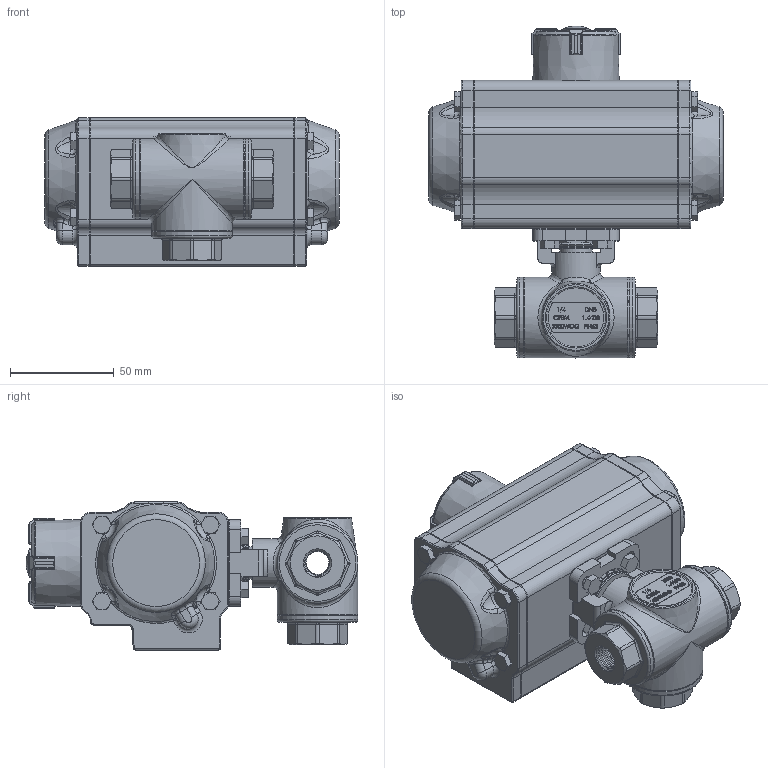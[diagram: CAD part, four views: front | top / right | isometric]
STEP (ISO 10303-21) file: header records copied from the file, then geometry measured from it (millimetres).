
FILE_DESCRIPTION(/* description */ ('Unknown','CAx-IF Rec.Pracs.---Representation and Presentation of Product Manufacturing Information (PMI)---4.0---2014-10-13','CAx-IF Rec.Pracs.---3D Tessellated Geometry---0.4---2014-09-14','2;1'),/* implementation_level */ '2;1');
FILE_NAME(/* name */ 'DW02 9334_9335-02',/* time_stamp */ '2023-10-31T10:49:53+01:00',/* author */ ('Unknown'),/* organization */ ('Unknown'),/* preprocessor_version */ 'ST-DEVELOPER v18.102',/* originating_system */ 'Solid Edge',/* authorisation */ 'Unknown');
FILE_SCHEMA (('AP242_MANAGED_MODEL_BASED_3D_ENGINEERING_MIM_LF { 1 0 10303 442 1 1 4 }'));
Products named in the file (9): DW20-8.308.010; 8.303_308.010; DW02_FR01_(DW20_FR15); KP-50; cup head square neck bolts grade b gb_GB_FASTENER_BOLT_CHSNBSHB M6X25
-N; ________(___________; _____________; ______; DIN558 M5x20
Assembly tree (13 placements, depth 3):
  DW20-8.308.010
    8.303_308.010
    DW02_FR01_(DW20_FR15)
      KP-50
      cup head square neck bolts grade b gb_GB_FASTENER_BOLT_CHSNBSHB M6X25
-N
      ________(___________  x2
      _____________  x2
      ______
    DIN558 M5x20  x4
Bounding box: 142.2 x 160.32 x 71.5 mm (x, y, z)
Volume: 688916.7 mm3; surface area: 88742.7 mm2
Topology: 12 solids, 12 shells, 1828 faces, 4602 edges, 2812 vertices
Faces by surface type: plane 660, cylinder 493, bspline 323, cone 161, torus 153, sphere 38
Full cylindrical faces by diameter (mm): 2.1 x2, 3 x16, 3.3 x8, 4.2 x12, 5 x9, 6 x1, 6.2 x1, 8.8 x2, 11 x2, 11.7 x1, 13.9 x1, 14.2 x1, 15.7 x1, 15.9 x1, 18 x1, 20 x1, 23.5 x2, 25.94 x2, 27 x1, 38.5 x1, 39 x5
Entity records: 80108 total; most frequent: CARTESIAN_POINT 43512, ORIENTED_EDGE 7868, DIRECTION 6801, EDGE_CURVE 3934, VERTEX_POINT 2530, AXIS2_PLACEMENT_3D 2461, FACE_BOUND 1910, EDGE_LOOP 1892
